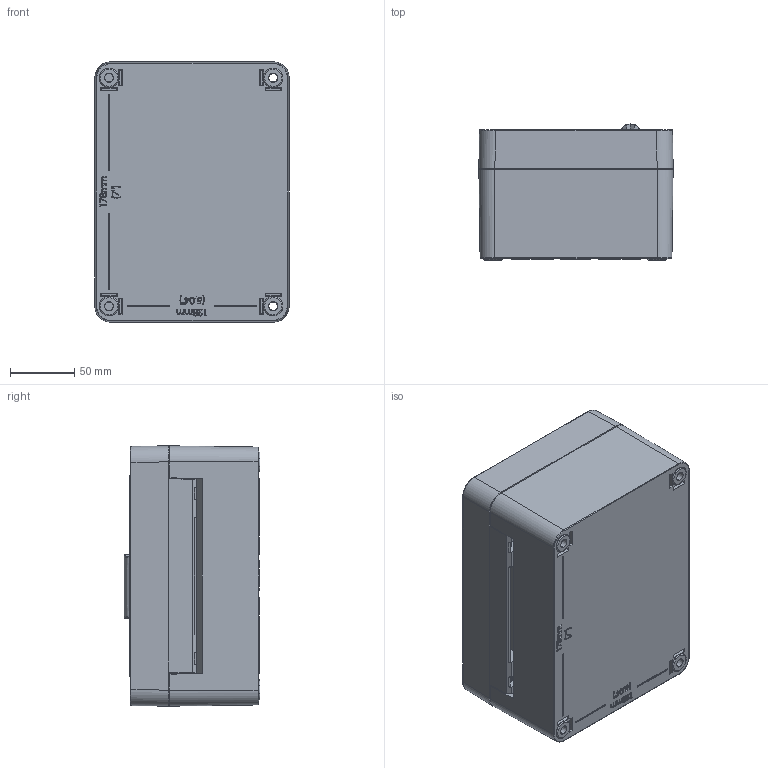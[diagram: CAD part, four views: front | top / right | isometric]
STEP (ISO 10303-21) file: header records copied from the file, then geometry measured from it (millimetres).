
FILE_DESCRIPTION (( 'STEP AP214' ), '1' );
FILE_NAME ('22201500.STEP', '2008-11-11T11:52:07', ( ' ' ), ( '' ), 'SwSTEP 2.0', 'SolidWorks 2008', '' );
FILE_SCHEMA (( 'AUTOMOTIVE_DESIGN' ));
Length unit declared in the file: millimetre
Products named in the file (14): 94412_Standard; 82210_Standard; 82209_Standard; 94244_Standard; 26304_Standard; 94144_Vorspannung 4 mm; 83010_Standard; 82009_Standard; 25304_Standard; 22201500; 86233_Standard; 86234_Standard
Assembly tree (20 placements, depth 3):
  22201500
    94144_Vorspannung 4 mm  x2
    83010_Standard  x2
    82009_Standard
    25304_Standard
      86234_Standard  x2
      86233_Standard  x4
      25304_Standard
    82209_Standard
    94412_Standard  x2
    26304_Standard
      26304_Standard
    94244_Standard
    82210_Standard
Bounding box: 151.5 x 105.9 x 203 mm (x, y, z)
Volume: 299183.1 mm3; surface area: 303841 mm2
Topology: 17 solids, 18 shells, 3356 faces, 7872 edges, 4137 vertices
Faces by surface type: bspline 1204, cylinder 1077, plane 628, sphere 262, cone 104, torus 81
Entity records: 143177 total; most frequent: CARTESIAN_POINT 84886, ORIENTED_EDGE 13634, DIRECTION 9700, EDGE_CURVE 6817, VERTEX_POINT 3802, AXIS2_PLACEMENT_3D 3686, EDGE_LOOP 3207, FACE_OUTER_BOUND 3110
